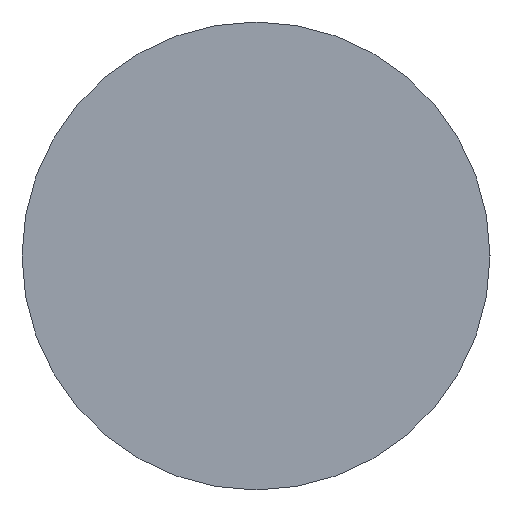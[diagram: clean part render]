
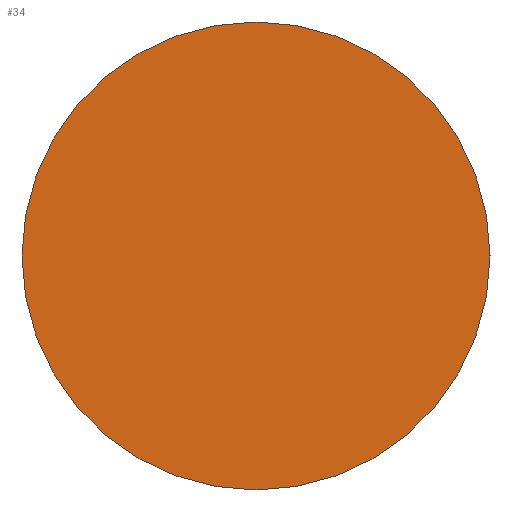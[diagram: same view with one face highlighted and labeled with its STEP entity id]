
A CAD part, left-side view. The second image highlights one B-rep face of the part: STEP entity #34.
In plain terms, the highlighted planar face has unit normal (-1, 0, 0).
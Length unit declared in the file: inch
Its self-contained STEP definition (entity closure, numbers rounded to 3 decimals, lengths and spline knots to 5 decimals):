
#34 = ADVANCED_FACE ( 'NONE', ( #148 ), #96, .T. ) ;
#38 = CIRCLE ( 'NONE', #179, 0.0201 ) ;
#52 = EDGE_CURVE ( 'NONE', #207, #207, #38, .T. ) ;
#62 = DIRECTION ( 'NONE',  ( 0., 0., 1. ) ) ;
#92 = AXIS2_PLACEMENT_3D ( 'NONE', #170, #147, #62 ) ;
#96 = PLANE ( 'NONE',  #92 ) ;
#98 = DIRECTION ( 'NONE',  ( 1., 0., 0. ) ) ;
#147 = DIRECTION ( 'NONE',  ( -1., 0., 0. ) ) ;
#148 = FACE_OUTER_BOUND ( 'NONE', #163, .T. ) ;
#163 = EDGE_LOOP ( 'NONE', ( #180 ) ) ;
#170 = CARTESIAN_POINT ( 'NONE',  ( 0., 0.0165, 0. ) ) ;
#179 = AXIS2_PLACEMENT_3D ( 'NONE', #195, #98, #212 ) ;
#180 = ORIENTED_EDGE ( 'NONE', *, *, #52, .F. ) ;
#181 = CARTESIAN_POINT ( 'NONE',  ( 0., 0., -0.0201 ) ) ;
#195 = CARTESIAN_POINT ( 'NONE',  ( 0., 0., 0. ) ) ;
#207 = VERTEX_POINT ( 'NONE', #181 ) ;
#212 = DIRECTION ( 'NONE',  ( 0., 0., -1. ) ) ;
